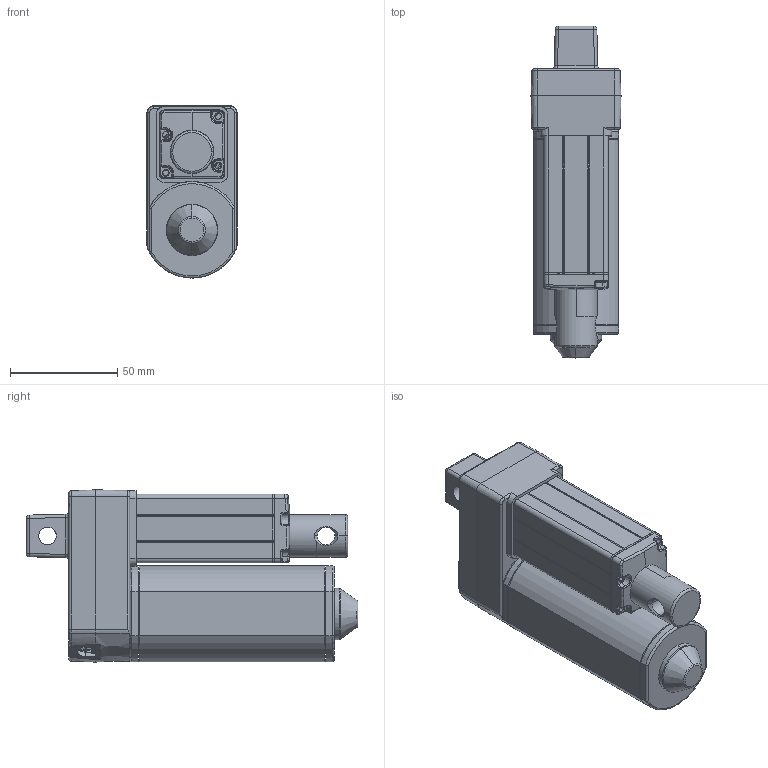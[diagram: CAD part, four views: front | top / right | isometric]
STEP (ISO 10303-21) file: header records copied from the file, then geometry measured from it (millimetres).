
FILE_DESCRIPTION((''),'2;1');
FILE_NAME('SK35H-24-25-130-20-1000_ASM','2025-03-28T12:43:41',('Administrator'),(''),'CREO PARAMETRIC BY PTC INC, 2023073','CREO PARAMETRIC BY PTC INC, 2023073','');
FILE_SCHEMA(('CONFIG_CONTROL_DESIGN'));
Length unit declared in the file: millimetre
Products named in the file (9): 2220-03240; 3567-02E23; 3567-02F23; 3187-02790; 3121-3213Y-L; 3187-02890; 3567-02G23; 3123-0613Y-L-GS; SK35H-24-25-130-20-1000_ASM
Assembly tree (8 placements, depth 2):
  SK35H-24-25-130-20-1000_ASM
    2220-03240
    3567-02E23
    3567-02F23
    3187-02790
    3121-3213Y-L
    3187-02890
    3567-02G23
    3123-0613Y-L-GS
Bounding box: 42.01 x 154.8 x 80.36 mm (x, y, z)
Volume: 215933.7 mm3; surface area: 112006.8 mm2
Topology: 8 solids, 10 shells, 1082 faces, 2834 edges, 1808 vertices
Faces by surface type: cylinder 391, plane 340, bspline 117, cone 109, torus 99, sphere 26
Entity records: 40957 total; most frequent: CARTESIAN_POINT 14117, ORIENTED_EDGE 5668, DIRECTION 5621, EDGE_CURVE 2834, AXIS2_PLACEMENT_3D 2211, VERTEX_POINT 1808, CIRCLE 1229, EDGE_LOOP 1206
